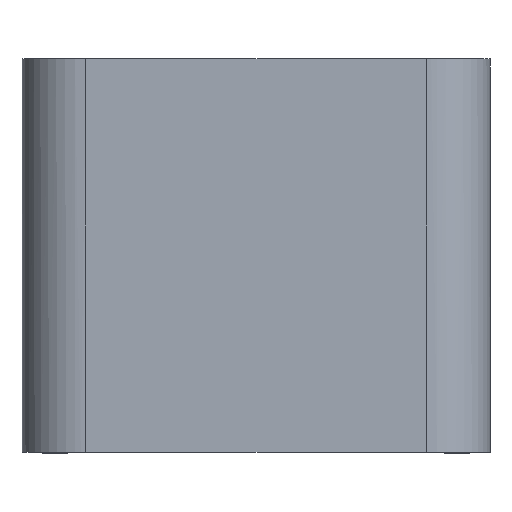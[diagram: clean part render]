
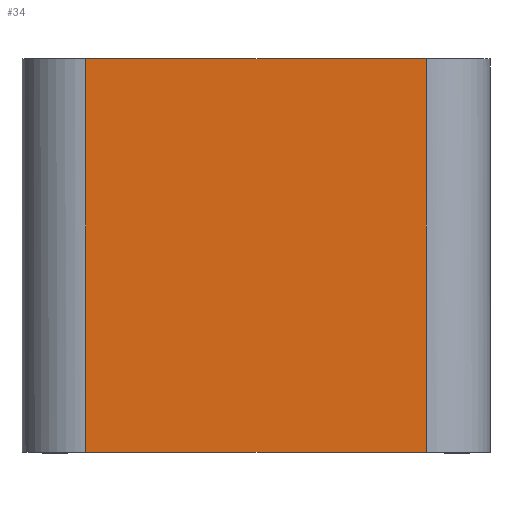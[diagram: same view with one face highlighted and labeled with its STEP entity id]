
A CAD part, top view. The second image highlights one B-rep face of the part: STEP entity #34.
In plain terms, the highlighted planar face has unit normal (0, 0, 1).
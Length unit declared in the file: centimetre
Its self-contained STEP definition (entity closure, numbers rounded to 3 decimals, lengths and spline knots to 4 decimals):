
#34=ADVANCED_FACE($,(#66),#443,.T.);
#66=FACE_OUTER_BOUND($,#98,.T.);
#98=EDGE_LOOP($,(#184,#185,#186,#187));
#184=ORIENTED_EDGE($,*,*,#335,.T.);
#185=ORIENTED_EDGE($,*,*,#336,.T.);
#186=ORIENTED_EDGE($,*,*,#337,.T.);
#187=ORIENTED_EDGE($,*,*,#333,.F.);
#333=EDGE_CURVE($,#400,#401,#477,.T.);
#335=EDGE_CURVE($,#400,#402,#520,.T.);
#336=EDGE_CURVE($,#402,#403,#521,.T.);
#337=EDGE_CURVE($,#403,#401,#522,.T.);
#400=VERTEX_POINT($,#956);
#401=VERTEX_POINT($,#957);
#402=VERTEX_POINT($,#958);
#403=VERTEX_POINT($,#959);
#443=PLANE($,#633);
#477=(
BOUNDED_CURVE()
B_SPLINE_CURVE(1,(#789,#790),.UNSPECIFIED.,.F.,.F.)
B_SPLINE_CURVE_WITH_KNOTS((2,2),(40.,440.),.UNSPECIFIED.)
CURVE()
GEOMETRIC_REPRESENTATION_ITEM()
RATIONAL_B_SPLINE_CURVE((1.,1.))
REPRESENTATION_ITEM($)
);
#520=B_SPLINE_CURVE_WITH_KNOTS($,1,(#794,#795),.UNSPECIFIED.,.F.,.F.,(2,
2),(0.,345.8546),.UNSPECIFIED.);
#521=B_SPLINE_CURVE_WITH_KNOTS($,1,(#796,#797),.UNSPECIFIED.,.F.,.F.,(2,
2),(0.,400.),.UNSPECIFIED.);
#522=B_SPLINE_CURVE_WITH_KNOTS($,1,(#798,#799),.UNSPECIFIED.,.F.,.F.,(2,
2),(-345.8546,0.),.UNSPECIFIED.);
#633=AXIS2_PLACEMENT_3D($,#897,#654,$);
#654=DIRECTION($,(0.,0.,1.));
#789=CARTESIAN_POINT($,(41.6065,40.5558,55.5863));
#790=CARTESIAN_POINT($,(41.6065,0.5558,55.5863));
#794=CARTESIAN_POINT($,(41.6065,40.5558,55.5863));
#795=CARTESIAN_POINT($,(7.021,40.5558,55.5863));
#796=CARTESIAN_POINT($,(7.021,40.5558,55.5863));
#797=CARTESIAN_POINT($,(7.021,0.5558,55.5863));
#798=CARTESIAN_POINT($,(7.021,0.5558,55.5863));
#799=CARTESIAN_POINT($,(41.6065,0.5558,55.5863));
#897=CARTESIAN_POINT($,(41.6065,40.5558,55.5863));
#956=CARTESIAN_POINT($,(41.6065,40.5558,55.5863));
#957=CARTESIAN_POINT($,(41.6065,0.5558,55.5863));
#958=CARTESIAN_POINT($,(7.021,40.5558,55.5863));
#959=CARTESIAN_POINT($,(7.021,0.5558,55.5863));
